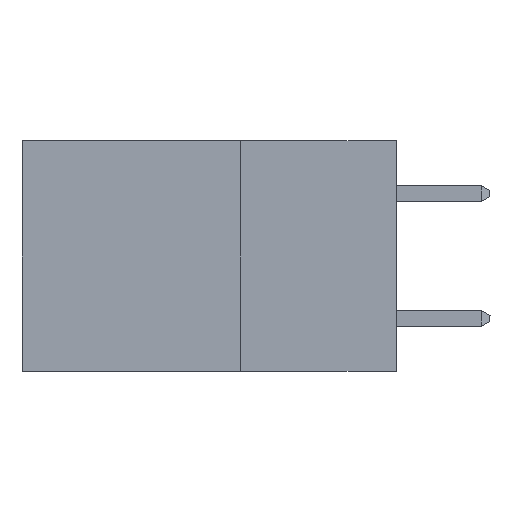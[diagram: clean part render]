
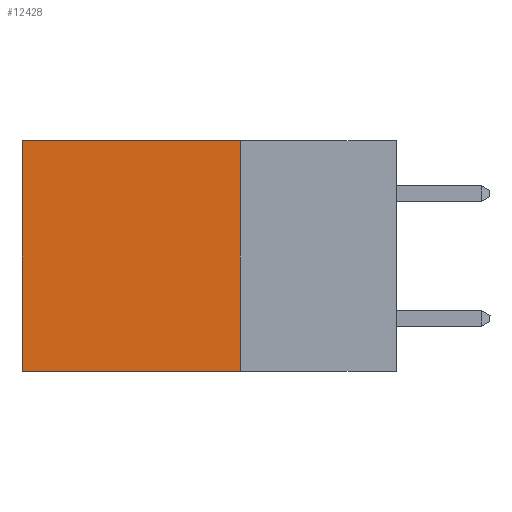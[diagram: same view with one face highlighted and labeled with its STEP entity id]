
A CAD part, left-side view. The second image highlights one B-rep face of the part: STEP entity #12428.
In plain terms, the highlighted planar face has unit normal (-1, 0, 0).
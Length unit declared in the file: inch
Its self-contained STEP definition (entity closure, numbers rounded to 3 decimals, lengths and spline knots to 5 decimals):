
#203 = EDGE_CURVE ( 'NONE', #22606, #17481, #3486, .T. ) ;
#528 = PLANE ( 'NONE',  #25329 ) ;
#1100 = CARTESIAN_POINT ( 'NONE',  ( 0.2615, 0.6, -0.37 ) ) ;
#1422 = LINE ( 'NONE', #11514, #16977 ) ;
#1453 = DIRECTION ( 'NONE',  ( 0., 1., 0. ) ) ;
#2595 = EDGE_CURVE ( 'NONE', #4864, #17481, #9481, .T. ) ;
#3486 = LINE ( 'NONE', #1100, #8280 ) ;
#4099 = DIRECTION ( 'NONE',  ( 0., 1., 0. ) ) ;
#4864 = VERTEX_POINT ( 'NONE', #20481 ) ;
#5895 = VERTEX_POINT ( 'NONE', #21593 ) ;
#5927 = VECTOR ( 'NONE', #4099, 39.37008 ) ;
#6621 = DIRECTION ( 'NONE',  ( 0., 0., -1. ) ) ;
#7969 = CARTESIAN_POINT ( 'NONE',  ( 0.2615, 0.6, -0.37 ) ) ;
#8280 = VECTOR ( 'NONE', #26112, 39.37008 ) ;
#8590 = CARTESIAN_POINT ( 'NONE',  ( 0.2615, 0.25, -0.37 ) ) ;
#9481 = LINE ( 'NONE', #23563, #24294 ) ;
#10380 = ORIENTED_EDGE ( 'NONE', *, *, #18136, .T. ) ;
#10724 = LINE ( 'NONE', #24283, #5927 ) ;
#11514 = CARTESIAN_POINT ( 'NONE',  ( 0.2615, 0.25, -0.37 ) ) ;
#12144 = EDGE_CURVE ( 'NONE', #5895, #4864, #1422, .T. ) ;
#12428 = ADVANCED_FACE ( 'NONE', ( #21363 ), #528, .F. ) ;
#13554 = DIRECTION ( 'NONE',  ( 0., 0., -1. ) ) ;
#14351 = ORIENTED_EDGE ( 'NONE', *, *, #2595, .F. ) ;
#16272 = CARTESIAN_POINT ( 'NONE',  ( 0.2615, 0.6, 0. ) ) ;
#16977 = VECTOR ( 'NONE', #13554, 39.37008 ) ;
#17481 = VERTEX_POINT ( 'NONE', #7969 ) ;
#18136 = EDGE_CURVE ( 'NONE', #5895, #22606, #10724, .T. ) ;
#18757 = DIRECTION ( 'NONE',  ( 1., 0., 0. ) ) ;
#20197 = EDGE_LOOP ( 'NONE', ( #20791, #14351, #25372, #10380 ) ) ;
#20481 = CARTESIAN_POINT ( 'NONE',  ( 0.2615, 0.25, -0.37 ) ) ;
#20791 = ORIENTED_EDGE ( 'NONE', *, *, #203, .T. ) ;
#21363 = FACE_OUTER_BOUND ( 'NONE', #20197, .T. ) ;
#21593 = CARTESIAN_POINT ( 'NONE',  ( 0.2615, 0.25, 0. ) ) ;
#22606 = VERTEX_POINT ( 'NONE', #16272 ) ;
#23563 = CARTESIAN_POINT ( 'NONE',  ( 0.2615, 0.25, -0.37 ) ) ;
#24283 = CARTESIAN_POINT ( 'NONE',  ( 0.2615, 0.25, 0. ) ) ;
#24294 = VECTOR ( 'NONE', #1453, 39.37008 ) ;
#25329 = AXIS2_PLACEMENT_3D ( 'NONE', #8590, #18757, #6621 ) ;
#25372 = ORIENTED_EDGE ( 'NONE', *, *, #12144, .F. ) ;
#26112 = DIRECTION ( 'NONE',  ( 0., 0., -1. ) ) ;
